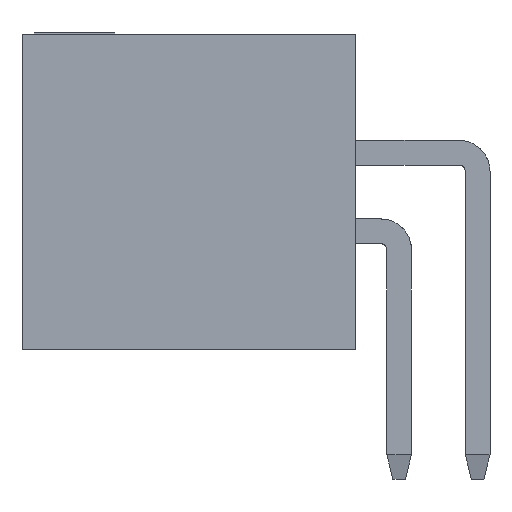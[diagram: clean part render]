
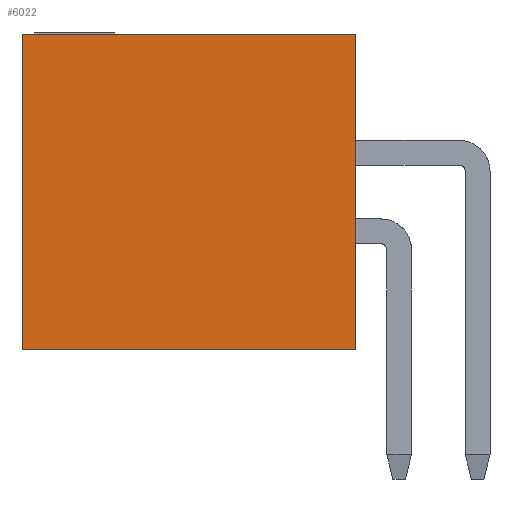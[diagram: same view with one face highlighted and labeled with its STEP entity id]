
A CAD part, left-side view. The second image highlights one B-rep face of the part: STEP entity #6022.
In plain terms, the highlighted planar face has unit normal (1, 0, 0).
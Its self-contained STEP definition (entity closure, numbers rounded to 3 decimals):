
#149=FACE_OUTER_BOUND('',#373,.T.);
#373=EDGE_LOOP('',(#4729,#4730,#4731,#4732));
#761=LINE('',#8857,#1713);
#762=LINE('',#8859,#1714);
#763=LINE('',#8861,#1715);
#764=LINE('',#8862,#1716);
#1713=VECTOR('',#7212,10.);
#1714=VECTOR('',#7213,10.);
#1715=VECTOR('',#7214,10.);
#1716=VECTOR('',#7215,10.);
#2665=VERTEX_POINT('',#8855);
#2666=VERTEX_POINT('',#8856);
#2667=VERTEX_POINT('',#8858);
#2668=VERTEX_POINT('',#8860);
#3697=EDGE_CURVE('',#2665,#2666,#761,.T.);
#3698=EDGE_CURVE('',#2666,#2667,#762,.T.);
#3699=EDGE_CURVE('',#2667,#2668,#763,.T.);
#3700=EDGE_CURVE('',#2668,#2665,#764,.T.);
#4729=ORIENTED_EDGE('',*,*,#3697,.T.);
#4730=ORIENTED_EDGE('',*,*,#3698,.T.);
#4731=ORIENTED_EDGE('',*,*,#3699,.T.);
#4732=ORIENTED_EDGE('',*,*,#3700,.T.);
#5596=PLANE('',#6710);
#6022=ADVANCED_FACE('',(#149),#5596,.F.);
#6710=AXIS2_PLACEMENT_3D('',#8854,#7210,#7211);
#7210=DIRECTION('center_axis',(-1.,0.,0.));
#7211=DIRECTION('ref_axis',(0.,0.,1.));
#7212=DIRECTION('',(0.,0.,-1.));
#7213=DIRECTION('',(0.,1.,0.));
#7214=DIRECTION('',(0.,0.,1.));
#7215=DIRECTION('',(0.,-1.,0.));
#8854=CARTESIAN_POINT('Origin',(-6.325,0.,0.));
#8855=CARTESIAN_POINT('',(-6.325,0.,2.55));
#8856=CARTESIAN_POINT('',(-6.325,0.,-2.55));
#8857=CARTESIAN_POINT('',(-6.325,0.,2.55));
#8858=CARTESIAN_POINT('',(-6.325,5.4,-2.55));
#8859=CARTESIAN_POINT('',(-6.325,0.,-2.55));
#8860=CARTESIAN_POINT('',(-6.325,5.4,2.55));
#8861=CARTESIAN_POINT('',(-6.325,5.4,-2.55));
#8862=CARTESIAN_POINT('',(-6.325,5.4,2.55));
